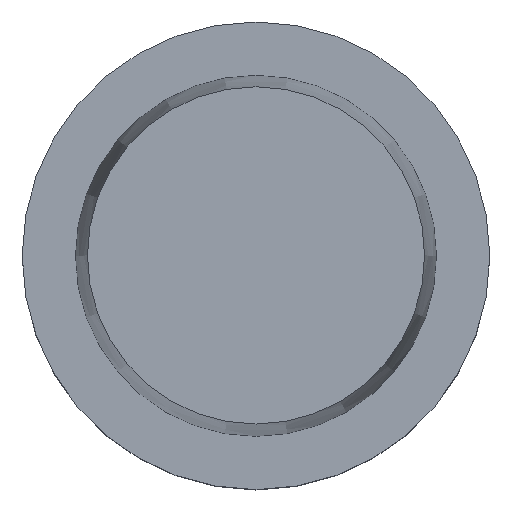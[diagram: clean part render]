
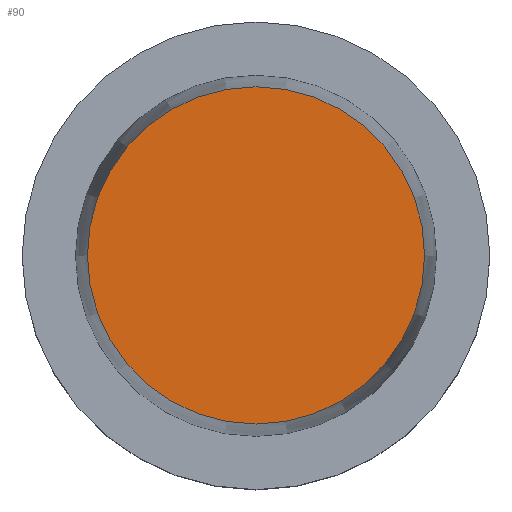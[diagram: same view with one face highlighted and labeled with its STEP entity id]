
A CAD part, top view. The second image highlights one B-rep face of the part: STEP entity #90.
In plain terms, the highlighted planar face has unit normal (0, 0, 1).
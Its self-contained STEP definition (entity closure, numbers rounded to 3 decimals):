
#69=FACE_OUTER_BOUND('',#163,.T.);
#90=ADVANCED_FACE('CU_CO_N1_SU_3',(#69),#104,.F.);
#104=PLANE('',#340);
#163=EDGE_LOOP('',(#199));
#199=ORIENTED_EDGE('',*,*,#242,.F.);
#224=VERTEX_POINT('',#491);
#242=EDGE_CURVE('',#224,#224,#260,.T.);
#260=CIRCLE('',#339,22.712);
#339=AXIS2_PLACEMENT_3D('',#490,#416,#417);
#340=AXIS2_PLACEMENT_3D('',#492,#418,#419);
#416=DIRECTION('',(0.,0.,-1.));
#417=DIRECTION('',(-1.,0.,0.));
#418=DIRECTION('',(0.,0.,-1.));
#419=DIRECTION('',(-1.,0.,0.));
#490=CARTESIAN_POINT('',(0.,0.,32.));
#491=CARTESIAN_POINT('',(-22.712,0.,32.));
#492=CARTESIAN_POINT('',(0.,0.,32.));
